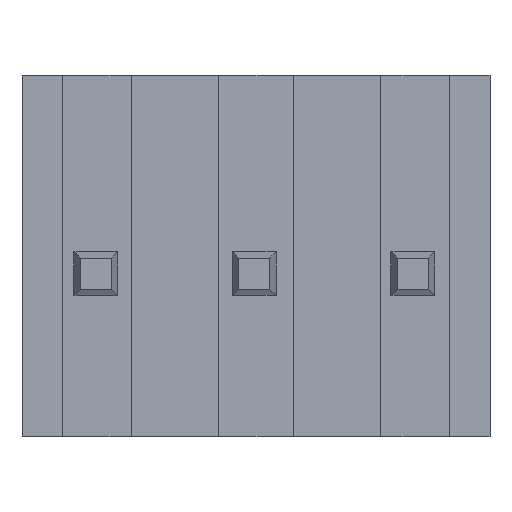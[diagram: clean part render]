
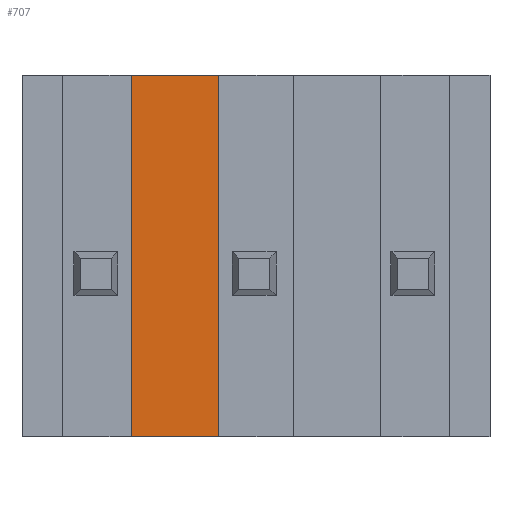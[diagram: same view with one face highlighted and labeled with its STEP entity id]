
A CAD part, front view. The second image highlights one B-rep face of the part: STEP entity #707.
In plain terms, the highlighted planar face has unit normal (0, -1, 0).
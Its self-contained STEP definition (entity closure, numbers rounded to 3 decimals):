
#4 = CARTESIAN_POINT ( 'NONE',  ( 3.15, 0., 5.8 ) ) ;
#12 = VERTEX_POINT ( 'NONE', #993 ) ;
#15 = FACE_OUTER_BOUND ( 'NONE', #480, .T. ) ;
#18 = EDGE_CURVE ( 'NONE', #821, #12, #1262, .T. ) ;
#34 = ORIENTED_EDGE ( 'NONE', *, *, #342, .F. ) ;
#35 = LINE ( 'NONE', #1639, #1479 ) ;
#41 = ORIENTED_EDGE ( 'NONE', *, *, #1186, .T. ) ;
#169 = DIRECTION ( 'NONE',  ( 0., 0., -1. ) ) ;
#191 = VECTOR ( 'NONE', #547, 1000. ) ;
#232 = CARTESIAN_POINT ( 'NONE',  ( 1.75, 0., 0. ) ) ;
#342 = EDGE_CURVE ( 'NONE', #12, #1440, #644, .T. ) ;
#345 = LINE ( 'NONE', #890, #1411 ) ;
#354 = DIRECTION ( 'NONE',  ( 0., 1., 0. ) ) ;
#379 = AXIS2_PLACEMENT_3D ( 'NONE', #782, #354, #1337 ) ;
#405 = CARTESIAN_POINT ( 'NONE',  ( 3.15, 0., 0. ) ) ;
#480 = EDGE_LOOP ( 'NONE', ( #41, #34, #922, #1198 ) ) ;
#524 = CARTESIAN_POINT ( 'NONE',  ( 1.75, 0., 5.8 ) ) ;
#547 = DIRECTION ( 'NONE',  ( 1., 0., 0. ) ) ;
#565 = VERTEX_POINT ( 'NONE', #232 ) ;
#644 = LINE ( 'NONE', #1010, #783 ) ;
#707 = ADVANCED_FACE ( 'NONE', ( #15 ), #1750, .F. ) ;
#782 = CARTESIAN_POINT ( 'NONE',  ( 3.15, 0., 5.8 ) ) ;
#783 = VECTOR ( 'NONE', #169, 1000. ) ;
#821 = VERTEX_POINT ( 'NONE', #524 ) ;
#890 = CARTESIAN_POINT ( 'NONE',  ( 3.15, 0., 0. ) ) ;
#922 = ORIENTED_EDGE ( 'NONE', *, *, #18, .F. ) ;
#955 = DIRECTION ( 'NONE',  ( 0., 0., -1. ) ) ;
#993 = CARTESIAN_POINT ( 'NONE',  ( 3.15, 0., 5.8 ) ) ;
#1010 = CARTESIAN_POINT ( 'NONE',  ( 3.15, 0., 5.8 ) ) ;
#1028 = DIRECTION ( 'NONE',  ( 1., 0., 0. ) ) ;
#1186 = EDGE_CURVE ( 'NONE', #565, #1440, #345, .T. ) ;
#1198 = ORIENTED_EDGE ( 'NONE', *, *, #1397, .T. ) ;
#1262 = LINE ( 'NONE', #4, #191 ) ;
#1337 = DIRECTION ( 'NONE',  ( -1., 0., 0. ) ) ;
#1397 = EDGE_CURVE ( 'NONE', #821, #565, #35, .T. ) ;
#1411 = VECTOR ( 'NONE', #1028, 1000. ) ;
#1440 = VERTEX_POINT ( 'NONE', #405 ) ;
#1479 = VECTOR ( 'NONE', #955, 1000. ) ;
#1639 = CARTESIAN_POINT ( 'NONE',  ( 1.75, 0., 5.8 ) ) ;
#1750 = PLANE ( 'NONE',  #379 ) ;
